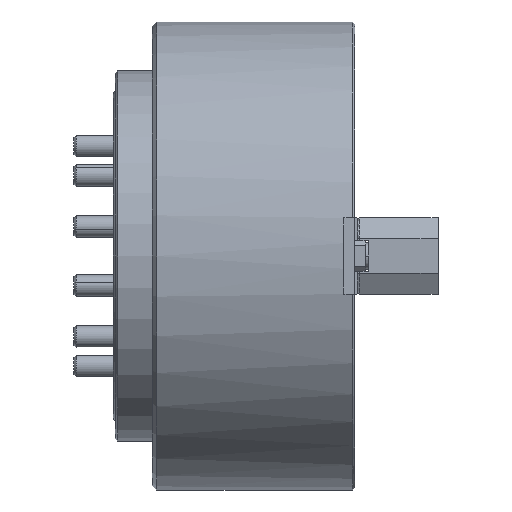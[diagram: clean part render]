
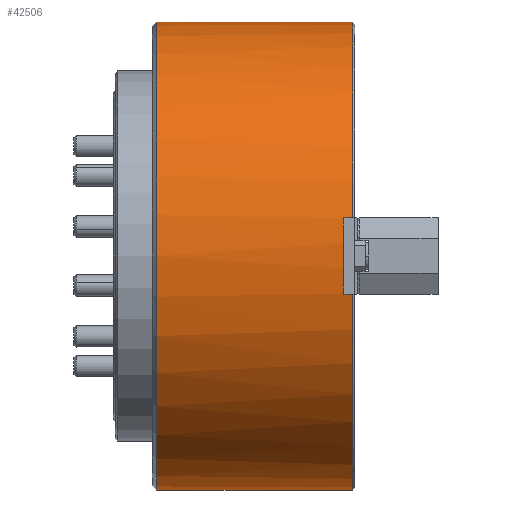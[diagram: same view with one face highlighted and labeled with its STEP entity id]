
A CAD part, front view. The second image highlights one B-rep face of the part: STEP entity #42506.
In plain terms, the highlighted cylindrical face has radius 107.5 mm (diameter 215 mm), a partial arc.
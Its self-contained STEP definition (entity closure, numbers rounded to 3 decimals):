
#137 = VECTOR ( 'NONE', #9338, 1000. ) ;
#1015 = ORIENTED_EDGE ( 'NONE', *, *, #31893, .T. ) ;
#2146 = CARTESIAN_POINT ( 'NONE',  ( 88., -106.066, -17.5 ) ) ;
#2683 = CIRCLE ( 'NONE', #39649, 107.5 ) ;
#2821 = EDGE_CURVE ( 'NONE', #6064, #13049, #42749, .T. ) ;
#3077 = CARTESIAN_POINT ( 'NONE',  ( 88., -106.066, 17.5 ) ) ;
#3164 = VECTOR ( 'NONE', #36146, 1000. ) ;
#3638 = VERTEX_POINT ( 'NONE', #23175 ) ;
#4576 = CIRCLE ( 'NONE', #24956, 107.5 ) ;
#5760 = VECTOR ( 'NONE', #23329, 1000. ) ;
#5824 = CARTESIAN_POINT ( 'NONE',  ( 0., 0., 107.5 ) ) ;
#6050 = ORIENTED_EDGE ( 'NONE', *, *, #39400, .T. ) ;
#6064 = VERTEX_POINT ( 'NONE', #7464 ) ;
#7464 = CARTESIAN_POINT ( 'NONE',  ( 92., -106.066, -17.5 ) ) ;
#8019 = DIRECTION ( 'NONE',  ( -1., 0., 0. ) ) ;
#8165 = CARTESIAN_POINT ( 'NONE',  ( 92., 0., 0. ) ) ;
#9338 = DIRECTION ( 'NONE',  ( -1., 0., 0. ) ) ;
#11530 = AXIS2_PLACEMENT_3D ( 'NONE', #33174, #12379, #36639 ) ;
#11696 = DIRECTION ( 'NONE',  ( 0., 0., 1. ) ) ;
#11871 = FACE_OUTER_BOUND ( 'NONE', #13981, .T. ) ;
#11911 = CARTESIAN_POINT ( 'NONE',  ( 0., -106.066, 17.5 ) ) ;
#12224 = VERTEX_POINT ( 'NONE', #42661 ) ;
#12379 = DIRECTION ( 'NONE',  ( 1., 0., 0. ) ) ;
#13049 = VERTEX_POINT ( 'NONE', #2146 ) ;
#13981 = EDGE_LOOP ( 'NONE', ( #40117, #6050, #14663, #44853, #20585, #27827, #16677, #1015 ) ) ;
#14663 = ORIENTED_EDGE ( 'NONE', *, *, #2821, .T. ) ;
#16278 = EDGE_CURVE ( 'NONE', #3638, #12224, #36022, .T. ) ;
#16677 = ORIENTED_EDGE ( 'NONE', *, *, #16278, .T. ) ;
#17935 = EDGE_CURVE ( 'NONE', #35559, #34728, #44579, .T. ) ;
#18640 = CARTESIAN_POINT ( 'NONE',  ( 88., 0., 0. ) ) ;
#19074 = AXIS2_PLACEMENT_3D ( 'NONE', #34819, #38314, #24184 ) ;
#19864 = CARTESIAN_POINT ( 'NONE',  ( 0., -106.066, -17.5 ) ) ;
#20585 = ORIENTED_EDGE ( 'NONE', *, *, #21528, .T. ) ;
#20870 = EDGE_CURVE ( 'NONE', #13049, #35511, #2683, .T. ) ;
#21528 = EDGE_CURVE ( 'NONE', #35511, #22668, #32020, .T. ) ;
#22113 = DIRECTION ( 'NONE',  ( 0., 0., 1. ) ) ;
#22646 = CARTESIAN_POINT ( 'NONE',  ( 2., 0., -107.5 ) ) ;
#22668 = VERTEX_POINT ( 'NONE', #26655 ) ;
#23175 = CARTESIAN_POINT ( 'NONE',  ( 92., 0., 107.5 ) ) ;
#23329 = DIRECTION ( 'NONE',  ( -1., 0., 0. ) ) ;
#24184 = DIRECTION ( 'NONE',  ( 0., 0., 1. ) ) ;
#24956 = AXIS2_PLACEMENT_3D ( 'NONE', #8165, #32476, #11696 ) ;
#26364 = CARTESIAN_POINT ( 'NONE',  ( 0., 0., -107.5 ) ) ;
#26655 = CARTESIAN_POINT ( 'NONE',  ( 92., -106.066, 17.5 ) ) ;
#27158 = VECTOR ( 'NONE', #29902, 1000. ) ;
#27809 = CIRCLE ( 'NONE', #33509, 107.5 ) ;
#27827 = ORIENTED_EDGE ( 'NONE', *, *, #33372, .T. ) ;
#28836 = CARTESIAN_POINT ( 'NONE',  ( 92., 0., 0. ) ) ;
#29902 = DIRECTION ( 'NONE',  ( -1., 0., 0. ) ) ;
#31092 = CARTESIAN_POINT ( 'NONE',  ( 92., 0., -107.5 ) ) ;
#31893 = EDGE_CURVE ( 'NONE', #12224, #34728, #43254, .T. ) ;
#32020 = LINE ( 'NONE', #11911, #3164 ) ;
#32336 = DIRECTION ( 'NONE',  ( 0., 0., 1. ) ) ;
#32476 = DIRECTION ( 'NONE',  ( -1., 0., 0. ) ) ;
#33174 = CARTESIAN_POINT ( 'NONE',  ( 2., 0., 0. ) ) ;
#33372 = EDGE_CURVE ( 'NONE', #22668, #3638, #4576, .T. ) ;
#33509 = AXIS2_PLACEMENT_3D ( 'NONE', #28836, #8019, #32336 ) ;
#34728 = VERTEX_POINT ( 'NONE', #22646 ) ;
#34819 = CARTESIAN_POINT ( 'NONE',  ( 0., 0., 0. ) ) ;
#35511 = VERTEX_POINT ( 'NONE', #3077 ) ;
#35559 = VERTEX_POINT ( 'NONE', #31092 ) ;
#36022 = LINE ( 'NONE', #5824, #137 ) ;
#36146 = DIRECTION ( 'NONE',  ( 1., 0., 0. ) ) ;
#36639 = DIRECTION ( 'NONE',  ( 0., 0., -1. ) ) ;
#38314 = DIRECTION ( 'NONE',  ( -1., 0., 0. ) ) ;
#38470 = CYLINDRICAL_SURFACE ( 'NONE', #19074, 107.5 ) ;
#39400 = EDGE_CURVE ( 'NONE', #35559, #6064, #27809, .T. ) ;
#39649 = AXIS2_PLACEMENT_3D ( 'NONE', #18640, #42919, #22113 ) ;
#40117 = ORIENTED_EDGE ( 'NONE', *, *, #17935, .F. ) ;
#42506 = ADVANCED_FACE ( 'NONE', ( #11871 ), #38470, .T. ) ;
#42661 = CARTESIAN_POINT ( 'NONE',  ( 2., 0., 107.5 ) ) ;
#42749 = LINE ( 'NONE', #19864, #5760 ) ;
#42919 = DIRECTION ( 'NONE',  ( -1., 0., 0. ) ) ;
#43254 = CIRCLE ( 'NONE', #11530, 107.5 ) ;
#44579 = LINE ( 'NONE', #26364, #27158 ) ;
#44853 = ORIENTED_EDGE ( 'NONE', *, *, #20870, .T. ) ;
